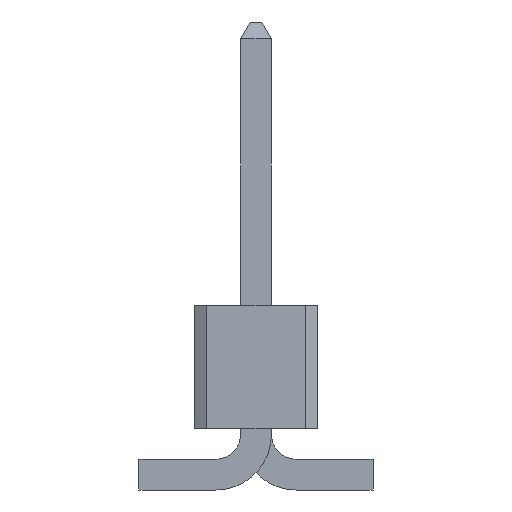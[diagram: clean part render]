
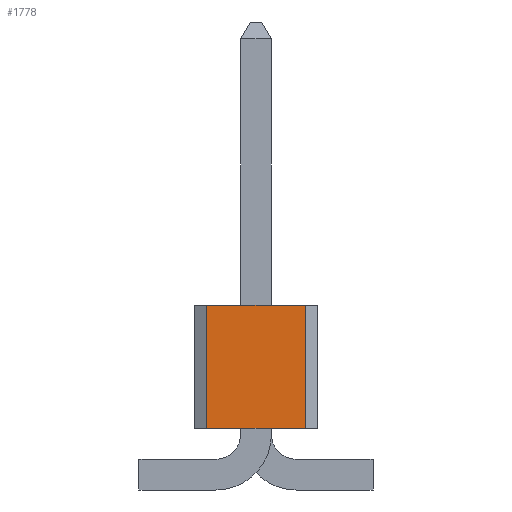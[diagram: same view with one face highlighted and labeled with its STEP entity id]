
A CAD part, left-side view. The second image highlights one B-rep face of the part: STEP entity #1778.
In plain terms, the highlighted planar face has unit normal (-1, 0, 0).
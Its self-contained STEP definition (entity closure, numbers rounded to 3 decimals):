
#59 = DIRECTION ( 'NONE',  ( 0., 0., -1. ) ) ;
#63 = DIRECTION ( 'NONE',  ( 0., 0., -1. ) ) ;
#104 = VERTEX_POINT ( 'NONE', #2185 ) ;
#233 = ORIENTED_EDGE ( 'NONE', *, *, #4479, .T. ) ;
#264 = DIRECTION ( 'NONE',  ( 0., -1., 0. ) ) ;
#434 = CARTESIAN_POINT ( 'NONE',  ( -5.08, 1.02, 3.81 ) ) ;
#508 = DIRECTION ( 'NONE',  ( 1., 0., 0. ) ) ;
#738 = VERTEX_POINT ( 'NONE', #3035 ) ;
#845 = LINE ( 'NONE', #1924, #2757 ) ;
#873 = LINE ( 'NONE', #4187, #2139 ) ;
#1423 = EDGE_CURVE ( 'NONE', #2387, #738, #873, .T. ) ;
#1544 = FACE_OUTER_BOUND ( 'NONE', #2804, .T. ) ;
#1652 = PLANE ( 'NONE',  #3636 ) ;
#1778 = ADVANCED_FACE ( 'NONE', ( #1544 ), #1652, .F. ) ;
#1831 = VECTOR ( 'NONE', #63, 1000. ) ;
#1900 = DIRECTION ( 'NONE',  ( 0., -1., 0. ) ) ;
#1924 = CARTESIAN_POINT ( 'NONE',  ( -5.08, -1.02, 3.81 ) ) ;
#2138 = ORIENTED_EDGE ( 'NONE', *, *, #1423, .F. ) ;
#2139 = VECTOR ( 'NONE', #1900, 1000. ) ;
#2185 = CARTESIAN_POINT ( 'NONE',  ( -5.08, 1.02, 1.27 ) ) ;
#2194 = CARTESIAN_POINT ( 'NONE',  ( -5.08, -1.02, 1.27 ) ) ;
#2387 = VERTEX_POINT ( 'NONE', #3213 ) ;
#2673 = EDGE_CURVE ( 'NONE', #2387, #104, #3860, .T. ) ;
#2757 = VECTOR ( 'NONE', #59, 1000. ) ;
#2804 = EDGE_LOOP ( 'NONE', ( #233, #4109, #2138, #4092 ) ) ;
#3035 = CARTESIAN_POINT ( 'NONE',  ( -5.08, -1.02, 3.81 ) ) ;
#3213 = CARTESIAN_POINT ( 'NONE',  ( -5.08, 1.02, 3.81 ) ) ;
#3281 = LINE ( 'NONE', #3704, #4423 ) ;
#3308 = VERTEX_POINT ( 'NONE', #2194 ) ;
#3522 = DIRECTION ( 'NONE',  ( 0., 0., -1. ) ) ;
#3636 = AXIS2_PLACEMENT_3D ( 'NONE', #4684, #508, #3522 ) ;
#3704 = CARTESIAN_POINT ( 'NONE',  ( -5.08, 1.02, 1.27 ) ) ;
#3860 = LINE ( 'NONE', #434, #1831 ) ;
#4092 = ORIENTED_EDGE ( 'NONE', *, *, #2673, .T. ) ;
#4109 = ORIENTED_EDGE ( 'NONE', *, *, #4137, .F. ) ;
#4137 = EDGE_CURVE ( 'NONE', #738, #3308, #845, .T. ) ;
#4187 = CARTESIAN_POINT ( 'NONE',  ( -5.08, 1.02, 3.81 ) ) ;
#4423 = VECTOR ( 'NONE', #264, 1000. ) ;
#4479 = EDGE_CURVE ( 'NONE', #104, #3308, #3281, .T. ) ;
#4684 = CARTESIAN_POINT ( 'NONE',  ( -5.08, 1.02, 3.81 ) ) ;
